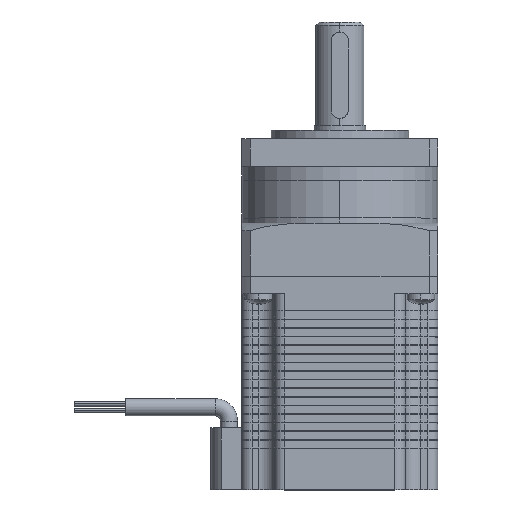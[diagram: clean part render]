
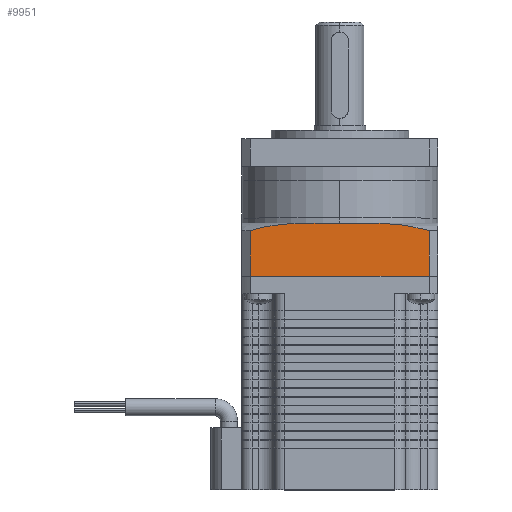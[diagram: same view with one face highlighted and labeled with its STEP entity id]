
A CAD part, top view. The second image highlights one B-rep face of the part: STEP entity #9951.
In plain terms, the highlighted face is planar.
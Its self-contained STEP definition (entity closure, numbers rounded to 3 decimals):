
#297 = CARTESIAN_POINT ( 'NONE',  ( 0., 0., -28.5 ) ) ;
#1279 = EDGE_CURVE ( 'NONE', #1591, #16697, #6900, .T. ) ;
#1586 = CARTESIAN_POINT ( 'NONE',  ( -26., 15.5, -28.5 ) ) ;
#1591 = VERTEX_POINT ( 'NONE', #30984 ) ;
#1961 = CARTESIAN_POINT ( 'NONE',  ( -5.362, 0., -28.5 ) ) ;
#2167 = VERTEX_POINT ( 'NONE', #7398 ) ;
#2318 = CARTESIAN_POINT ( 'NONE',  ( 14.018, 0.151, -28.5 ) ) ;
#2493 = FACE_OUTER_BOUND ( 'NONE', #25884, .T. ) ;
#2539 = CARTESIAN_POINT ( 'NONE',  ( 5.362, 0., -28.5 ) ) ;
#2668 = CARTESIAN_POINT ( 'NONE',  ( -14.042, 0.152, -28.5 ) ) ;
#2839 = CARTESIAN_POINT ( 'NONE',  ( -26., 15.5, -28.5 ) ) ;
#4237 = DIRECTION ( 'NONE',  ( -1., 0., 0. ) ) ;
#4332 = ORIENTED_EDGE ( 'NONE', *, *, #18909, .F. ) ;
#5059 = CARTESIAN_POINT ( 'NONE',  ( 26., 15.5, -28.5 ) ) ;
#5910 = CARTESIAN_POINT ( 'NONE',  ( 8.828, 0.006, -28.5 ) ) ;
#6381 = CARTESIAN_POINT ( 'NONE',  ( 26., 2.16, -28.5 ) ) ;
#6509 = CARTESIAN_POINT ( 'NONE',  ( -26., 2.16, -28.5 ) ) ;
#6900 = B_SPLINE_CURVE_WITH_KNOTS ( 'NONE', 3,
 ( #6381, #20399, #21350, #46971, #28369, #28124, #43099, #2318, #17027, #5910, #47201, #2539 ),
 .UNSPECIFIED., .F., .F.,
 ( 4, 2, 2, 2, 2, 4 ),
 ( 0.185, 0.188, 0.19, 0.195, 0.2, 0.205 ),
 .UNSPECIFIED. ) ;
#7398 = CARTESIAN_POINT ( 'NONE',  ( -5.362, 0., -28.5 ) ) ;
#8935 = CARTESIAN_POINT ( 'NONE',  ( -26., 0., -28.5 ) ) ;
#9112 = VERTEX_POINT ( 'NONE', #2839 ) ;
#9162 = DIRECTION ( 'NONE',  ( 0., -1., 0. ) ) ;
#9430 = CARTESIAN_POINT ( 'NONE',  ( -19.209, 0.623, -28.5 ) ) ;
#9658 = CARTESIAN_POINT ( 'NONE',  ( -17.491, 0.423, -28.5 ) ) ;
#9951 = ADVANCED_FACE ( 'NONE', ( #2493 ), #43516, .F. ) ;
#10394 = VECTOR ( 'NONE', #9162, 1000. ) ;
#10713 = EDGE_CURVE ( 'NONE', #2167, #18982, #45397, .T. ) ;
#12750 = VECTOR ( 'NONE', #4237, 1000. ) ;
#12982 = CARTESIAN_POINT ( 'NONE',  ( 26., 15.5, -28.5 ) ) ;
#13593 = ORIENTED_EDGE ( 'NONE', *, *, #35550, .F. ) ;
#14286 = DIRECTION ( 'NONE',  ( 0., -1., 0. ) ) ;
#14313 = LINE ( 'NONE', #35788, #42642 ) ;
#14518 = ORIENTED_EDGE ( 'NONE', *, *, #10713, .T. ) ;
#14922 = EDGE_CURVE ( 'NONE', #41269, #2167, #14313, .T. ) ;
#16160 = ORIENTED_EDGE ( 'NONE', *, *, #34563, .T. ) ;
#16697 = VERTEX_POINT ( 'NONE', #34973 ) ;
#16725 = EDGE_CURVE ( 'NONE', #28131, #1591, #38122, .T. ) ;
#17027 = CARTESIAN_POINT ( 'NONE',  ( 12.29, 0.081, -28.5 ) ) ;
#18909 = EDGE_CURVE ( 'NONE', #28131, #9112, #26921, .T. ) ;
#18982 = VERTEX_POINT ( 'NONE', #26209 ) ;
#19079 = LINE ( 'NONE', #8935, #47673 ) ;
#19325 = DIRECTION ( 'NONE',  ( -1., 0., 0. ) ) ;
#20399 = CARTESIAN_POINT ( 'NONE',  ( 25.165, 1.893, -28.5 ) ) ;
#21350 = CARTESIAN_POINT ( 'NONE',  ( 24.313, 1.656, -28.5 ) ) ;
#21757 = CARTESIAN_POINT ( 'NONE',  ( -26., 15.5, -28.5 ) ) ;
#22946 = AXIS2_PLACEMENT_3D ( 'NONE', #32631, #47627, #35541 ) ;
#24153 = CARTESIAN_POINT ( 'NONE',  ( -7.101, 0., -28.5 ) ) ;
#24874 = CARTESIAN_POINT ( 'NONE',  ( -8.84, 0.006, -28.5 ) ) ;
#25884 = EDGE_LOOP ( 'NONE', ( #16160, #42017, #14518, #13593, #4332, #26206, #38625 ) ) ;
#26206 = ORIENTED_EDGE ( 'NONE', *, *, #16725, .T. ) ;
#26209 = CARTESIAN_POINT ( 'NONE',  ( -26., 2.16, -28.5 ) ) ;
#26921 = LINE ( 'NONE', #1586, #12750 ) ;
#28124 = CARTESIAN_POINT ( 'NONE',  ( 19.186, 0.62, -28.5 ) ) ;
#28131 = VERTEX_POINT ( 'NONE', #12982 ) ;
#28251 = CARTESIAN_POINT ( 'NONE',  ( -12.31, 0.082, -28.5 ) ) ;
#28369 = CARTESIAN_POINT ( 'NONE',  ( 21.754, 1.07, -28.5 ) ) ;
#30984 = CARTESIAN_POINT ( 'NONE',  ( 26., 2.16, -28.5 ) ) ;
#32631 = CARTESIAN_POINT ( 'NONE',  ( -26., 15.5, -28.5 ) ) ;
#34563 = EDGE_CURVE ( 'NONE', #16697, #41269, #19079, .T. ) ;
#34973 = CARTESIAN_POINT ( 'NONE',  ( 5.362, 0., -28.5 ) ) ;
#35541 = DIRECTION ( 'NONE',  ( 1., 0., 0. ) ) ;
#35550 = EDGE_CURVE ( 'NONE', #9112, #18982, #36720, .T. ) ;
#35551 = DIRECTION ( 'NONE',  ( -1., 0., 0. ) ) ;
#35788 = CARTESIAN_POINT ( 'NONE',  ( -26., 0., -28.5 ) ) ;
#36720 = LINE ( 'NONE', #21757, #39935 ) ;
#38122 = LINE ( 'NONE', #5059, #10394 ) ;
#38625 = ORIENTED_EDGE ( 'NONE', *, *, #1279, .T. ) ;
#39595 = CARTESIAN_POINT ( 'NONE',  ( -22.623, 1.223, -28.5 ) ) ;
#39935 = VECTOR ( 'NONE', #14286, 1000. ) ;
#41269 = VERTEX_POINT ( 'NONE', #297 ) ;
#42017 = ORIENTED_EDGE ( 'NONE', *, *, #14922, .T. ) ;
#42642 = VECTOR ( 'NONE', #35551, 1000. ) ;
#43099 = CARTESIAN_POINT ( 'NONE',  ( 17.466, 0.42, -28.5 ) ) ;
#43243 = CARTESIAN_POINT ( 'NONE',  ( -24.319, 1.622, -28.5 ) ) ;
#43516 = PLANE ( 'NONE',  #22946 ) ;
#45397 = B_SPLINE_CURVE_WITH_KNOTS ( 'NONE', 3,
 ( #1961, #24153, #24874, #28251, #2668, #9658, #9430, #39595, #43243, #6509 ),
 .UNSPECIFIED., .F., .F.,
 ( 4, 2, 2, 2, 4 ),
 ( 0.005, 0.011, 0.016, 0.021, 0.026 ),
 .UNSPECIFIED. ) ;
#46971 = CARTESIAN_POINT ( 'NONE',  ( 22.609, 1.245, -28.5 ) ) ;
#47201 = CARTESIAN_POINT ( 'NONE',  ( 7.095, 0., -28.5 ) ) ;
#47627 = DIRECTION ( 'NONE',  ( 0., 0., 1. ) ) ;
#47673 = VECTOR ( 'NONE', #19325, 1000. ) ;
